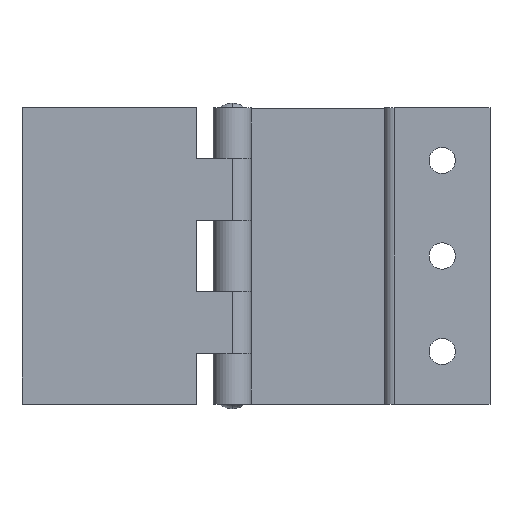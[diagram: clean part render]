
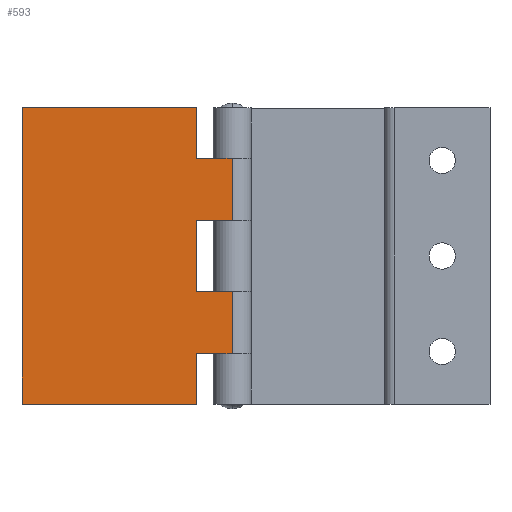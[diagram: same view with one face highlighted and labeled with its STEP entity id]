
A CAD part, top view. The second image highlights one B-rep face of the part: STEP entity #593.
In plain terms, the highlighted planar face has unit normal (0, 0, 1).
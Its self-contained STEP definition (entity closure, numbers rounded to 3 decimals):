
#264 = VERTEX_POINT ( 'NONE', #1553 ) ;
#518 = VERTEX_POINT ( 'NONE', #1552 ) ;
#520 = EDGE_CURVE ( 'NONE', #264, #518, #1570, .T. ) ;
#534 = EDGE_CURVE ( 'NONE', #552, #544, #1623, .T. ) ;
#544 = VERTEX_POINT ( 'NONE', #1632 ) ;
#552 = VERTEX_POINT ( 'NONE', #1673 ) ;
#554 = ORIENTED_EDGE ( 'NONE', *, *, #555, .F. ) ;
#555 = EDGE_CURVE ( 'NONE', #590, #556, #1649, .T. ) ;
#556 = VERTEX_POINT ( 'NONE', #1645 ) ;
#557 = ORIENTED_EDGE ( 'NONE', *, *, #1905, .T. ) ;
#558 = EDGE_CURVE ( 'NONE', #556, #518, #1687, .T. ) ;
#559 = ORIENTED_EDGE ( 'NONE', *, *, #520, .T. ) ;
#560 = ORIENTED_EDGE ( 'NONE', *, *, #558, .F. ) ;
#561 = ORIENTED_EDGE ( 'NONE', *, *, #534, .F. ) ;
#562 = EDGE_CURVE ( 'NONE', #544, #567, #1679, .T. ) ;
#567 = VERTEX_POINT ( 'NONE', #1659 ) ;
#576 = ORIENTED_EDGE ( 'NONE', *, *, #562, .F. ) ;
#577 = EDGE_CURVE ( 'NONE', #567, #699, #1688, .T. ) ;
#578 = ORIENTED_EDGE ( 'NONE', *, *, #577, .F. ) ;
#579 = VERTEX_POINT ( 'NONE', #1701 ) ;
#580 = EDGE_CURVE ( 'NONE', #579, #586, #1700, .T. ) ;
#581 = ORIENTED_EDGE ( 'NONE', *, *, #582, .F. ) ;
#582 = EDGE_CURVE ( 'NONE', #696, #579, #1699, .T. ) ;
#583 = ORIENTED_EDGE ( 'NONE', *, *, #698, .F. ) ;
#584 = ORIENTED_EDGE ( 'NONE', *, *, #580, .F. ) ;
#585 = EDGE_CURVE ( 'NONE', #586, #591, #1692, .T. ) ;
#586 = VERTEX_POINT ( 'NONE', #1716 ) ;
#587 = EDGE_LOOP ( 'NONE', ( #589, #592, #584, #581, #583, #578, #576, #561, #557, #559, #560, #554 ) ) ;
#588 = EDGE_CURVE ( 'NONE', #591, #590, #1714, .T. ) ;
#589 = ORIENTED_EDGE ( 'NONE', *, *, #588, .F. ) ;
#590 = VERTEX_POINT ( 'NONE', #1726 ) ;
#591 = VERTEX_POINT ( 'NONE', #1731 ) ;
#592 = ORIENTED_EDGE ( 'NONE', *, *, #585, .F. ) ;
#593 = ADVANCED_FACE ( 'NONE', ( #1740 ), #1730, .F. ) ;
#696 = VERTEX_POINT ( 'NONE', #776 ) ;
#698 = EDGE_CURVE ( 'NONE', #699, #696, #772, .T. ) ;
#699 = VERTEX_POINT ( 'NONE', #766 ) ;
#764 = CARTESIAN_POINT ( 'NONE',  ( 0., 31., 4. ) ) ;
#766 = CARTESIAN_POINT ( 'NONE',  ( 0., 20.5, 4. ) ) ;
#771 = DIRECTION ( 'NONE',  ( 0., -1., 0. ) ) ;
#772 = LINE ( 'NONE', #764, #775 ) ;
#775 = VECTOR ( 'NONE', #771, 1000. ) ;
#776 = CARTESIAN_POINT ( 'NONE',  ( 0., 7.5, 4. ) ) ;
#1310 = DIRECTION ( 'NONE',  ( 0., -1., 0. ) ) ;
#1311 = VECTOR ( 'NONE', #1310, 1000. ) ;
#1312 = CARTESIAN_POINT ( 'NONE',  ( -44., 31., 4. ) ) ;
#1317 = LINE ( 'NONE', #1312, #1311 ) ;
#1552 = CARTESIAN_POINT ( 'NONE',  ( -7.5, -31., 4. ) ) ;
#1553 = CARTESIAN_POINT ( 'NONE',  ( -44., -31., 4. ) ) ;
#1569 = CARTESIAN_POINT ( 'NONE',  ( -44., -31., 4. ) ) ;
#1570 = LINE ( 'NONE', #1569, #1589 ) ;
#1586 = DIRECTION ( 'NONE',  ( 1., 0., 0. ) ) ;
#1589 = VECTOR ( 'NONE', #1586, 1000. ) ;
#1602 = CARTESIAN_POINT ( 'NONE',  ( 0., 31., 4. ) ) ;
#1605 = DIRECTION ( 'NONE',  ( 0., -1., 0. ) ) ;
#1606 = VECTOR ( 'NONE', #1605, 1000. ) ;
#1619 = DIRECTION ( 'NONE',  ( 1., 0., 0. ) ) ;
#1621 = VECTOR ( 'NONE', #1619, 1000. ) ;
#1622 = CARTESIAN_POINT ( 'NONE',  ( -44., 31., 4. ) ) ;
#1623 = LINE ( 'NONE', #1622, #1621 ) ;
#1632 = CARTESIAN_POINT ( 'NONE',  ( -7.5, 31., 4. ) ) ;
#1645 = CARTESIAN_POINT ( 'NONE',  ( -7.5, -20.5, 4. ) ) ;
#1646 = DIRECTION ( 'NONE',  ( -1., 0., 0. ) ) ;
#1647 = VECTOR ( 'NONE', #1646, 1000. ) ;
#1648 = CARTESIAN_POINT ( 'NONE',  ( 4., -20.5, 4. ) ) ;
#1649 = LINE ( 'NONE', #1648, #1647 ) ;
#1655 = DIRECTION ( 'NONE',  ( 0., -1., 0. ) ) ;
#1656 = VECTOR ( 'NONE', #1655, 1000. ) ;
#1659 = CARTESIAN_POINT ( 'NONE',  ( -7.5, 20.5, 4. ) ) ;
#1673 = CARTESIAN_POINT ( 'NONE',  ( -44., 31., 4. ) ) ;
#1678 = CARTESIAN_POINT ( 'NONE',  ( -7.5, 31., 4. ) ) ;
#1679 = LINE ( 'NONE', #1678, #1656 ) ;
#1684 = DIRECTION ( 'NONE',  ( 0., -1., 0. ) ) ;
#1685 = VECTOR ( 'NONE', #1684, 1000. ) ;
#1686 = CARTESIAN_POINT ( 'NONE',  ( -7.5, -20.5, 4. ) ) ;
#1687 = LINE ( 'NONE', #1686, #1685 ) ;
#1688 = LINE ( 'NONE', #1713, #1703 ) ;
#1690 = VECTOR ( 'NONE', #1717, 1000. ) ;
#1691 = CARTESIAN_POINT ( 'NONE',  ( 4., -7.5, 4. ) ) ;
#1692 = LINE ( 'NONE', #1691, #1690 ) ;
#1693 = DIRECTION ( 'NONE',  ( -1., 0., 0. ) ) ;
#1694 = VECTOR ( 'NONE', #1693, 1000. ) ;
#1698 = CARTESIAN_POINT ( 'NONE',  ( 4., 7.5, 4. ) ) ;
#1699 = LINE ( 'NONE', #1698, #1694 ) ;
#1700 = LINE ( 'NONE', #1706, #1705 ) ;
#1701 = CARTESIAN_POINT ( 'NONE',  ( -7.5, 7.5, 4. ) ) ;
#1702 = DIRECTION ( 'NONE',  ( 1., 0., 0. ) ) ;
#1703 = VECTOR ( 'NONE', #1702, 1000. ) ;
#1704 = DIRECTION ( 'NONE',  ( 0., -1., 0. ) ) ;
#1705 = VECTOR ( 'NONE', #1704, 1000. ) ;
#1706 = CARTESIAN_POINT ( 'NONE',  ( -7.5, 7.5, 4. ) ) ;
#1713 = CARTESIAN_POINT ( 'NONE',  ( 4., 20.5, 4. ) ) ;
#1714 = LINE ( 'NONE', #1602, #1606 ) ;
#1716 = CARTESIAN_POINT ( 'NONE',  ( -7.5, -7.5, 4. ) ) ;
#1717 = DIRECTION ( 'NONE',  ( 1., 0., 0. ) ) ;
#1726 = CARTESIAN_POINT ( 'NONE',  ( 0., -20.5, 4. ) ) ;
#1727 = DIRECTION ( 'NONE',  ( 0., 0., -1. ) ) ;
#1728 = CARTESIAN_POINT ( 'NONE',  ( -44., 31., 4. ) ) ;
#1729 = AXIS2_PLACEMENT_3D ( 'NONE', #1728, #1727, #1758 ) ;
#1730 = PLANE ( 'NONE',  #1729 ) ;
#1731 = CARTESIAN_POINT ( 'NONE',  ( 0., -7.5, 4. ) ) ;
#1740 = FACE_OUTER_BOUND ( 'NONE', #587, .T. ) ;
#1758 = DIRECTION ( 'NONE',  ( -1., 0., 0. ) ) ;
#1905 = EDGE_CURVE ( 'NONE', #552, #264, #1317, .T. ) ;
